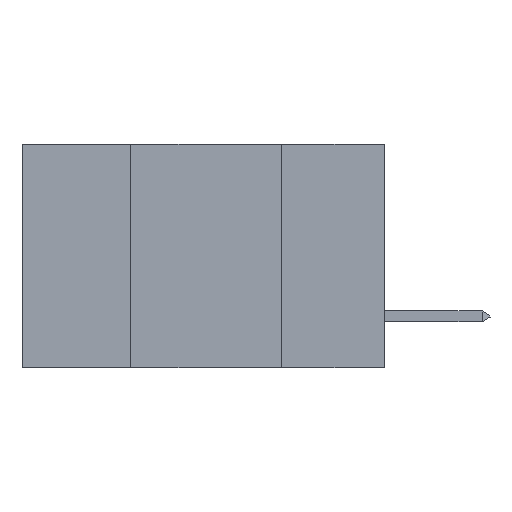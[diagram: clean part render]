
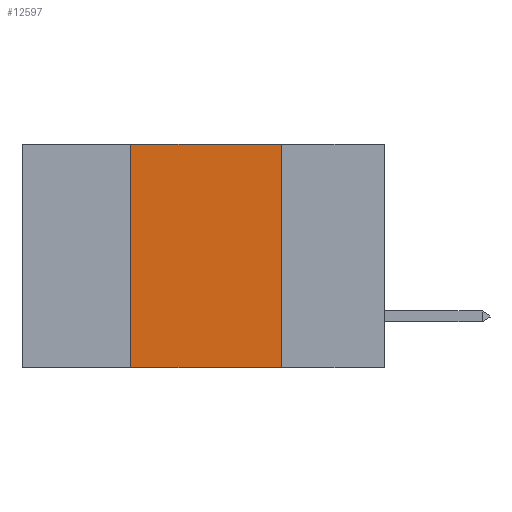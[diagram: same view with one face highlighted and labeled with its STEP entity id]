
A CAD part, left-side view. The second image highlights one B-rep face of the part: STEP entity #12597.
In plain terms, the highlighted planar face has unit normal (-1, 0, 0).
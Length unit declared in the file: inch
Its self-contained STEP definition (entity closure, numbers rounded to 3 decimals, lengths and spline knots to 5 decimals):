
#733 = DIRECTION ( 'NONE',  ( 0., 0., -1. ) ) ;
#3967 = ORIENTED_EDGE ( 'NONE', *, *, #7981, .F. ) ;
#4067 = EDGE_CURVE ( 'NONE', #22400, #11392, #8986, .T. ) ;
#4135 = AXIS2_PLACEMENT_3D ( 'NONE', #5601, #6050, #733 ) ;
#4308 = LINE ( 'NONE', #21467, #26078 ) ;
#5187 = CARTESIAN_POINT ( 'NONE',  ( 0., 0.6, -0.37 ) ) ;
#5601 = CARTESIAN_POINT ( 'NONE',  ( 0., 0.6, 0. ) ) ;
#6050 = DIRECTION ( 'NONE',  ( 1., 0., 0. ) ) ;
#7022 = DIRECTION ( 'NONE',  ( 0., 0., -1. ) ) ;
#7352 = DIRECTION ( 'NONE',  ( 0., -1., 0. ) ) ;
#7951 = PLANE ( 'NONE',  #4135 ) ;
#7981 = EDGE_CURVE ( 'NONE', #18137, #11392, #4308, .T. ) ;
#8207 = ORIENTED_EDGE ( 'NONE', *, *, #4067, .T. ) ;
#8726 = CARTESIAN_POINT ( 'NONE',  ( 0., 0.6, 0. ) ) ;
#8807 = FACE_OUTER_BOUND ( 'NONE', #13545, .T. ) ;
#8986 = LINE ( 'NONE', #5187, #25564 ) ;
#9023 = VECTOR ( 'NONE', #17063, 39.37008 ) ;
#9729 = CARTESIAN_POINT ( 'NONE',  ( 0., 0.42, -0.37 ) ) ;
#11101 = CARTESIAN_POINT ( 'NONE',  ( 0., 0.42, 0. ) ) ;
#11392 = VERTEX_POINT ( 'NONE', #22777 ) ;
#11463 = CARTESIAN_POINT ( 'NONE',  ( 0., 0.17, 0. ) ) ;
#11483 = VERTEX_POINT ( 'NONE', #11101 ) ;
#12597 = ADVANCED_FACE ( 'NONE', ( #8807 ), #7951, .F. ) ;
#13545 = EDGE_LOOP ( 'NONE', ( #3967, #24205, #20172, #8207 ) ) ;
#14147 = EDGE_CURVE ( 'NONE', #11483, #18137, #20741, .T. ) ;
#14615 = DIRECTION ( 'NONE',  ( 0., 0., 1. ) ) ;
#16251 = EDGE_CURVE ( 'NONE', #22400, #11483, #20930, .T. ) ;
#17063 = DIRECTION ( 'NONE',  ( 0., -1., 0. ) ) ;
#18137 = VERTEX_POINT ( 'NONE', #11463 ) ;
#20172 = ORIENTED_EDGE ( 'NONE', *, *, #16251, .F. ) ;
#20741 = LINE ( 'NONE', #8726, #9023 ) ;
#20930 = LINE ( 'NONE', #23066, #25778 ) ;
#21467 = CARTESIAN_POINT ( 'NONE',  ( 0., 0.17, 0. ) ) ;
#22400 = VERTEX_POINT ( 'NONE', #9729 ) ;
#22777 = CARTESIAN_POINT ( 'NONE',  ( 0., 0.17, -0.37 ) ) ;
#23066 = CARTESIAN_POINT ( 'NONE',  ( 0., 0.42, 0. ) ) ;
#24205 = ORIENTED_EDGE ( 'NONE', *, *, #14147, .F. ) ;
#25564 = VECTOR ( 'NONE', #7352, 39.37008 ) ;
#25778 = VECTOR ( 'NONE', #14615, 39.37008 ) ;
#26078 = VECTOR ( 'NONE', #7022, 39.37008 ) ;
